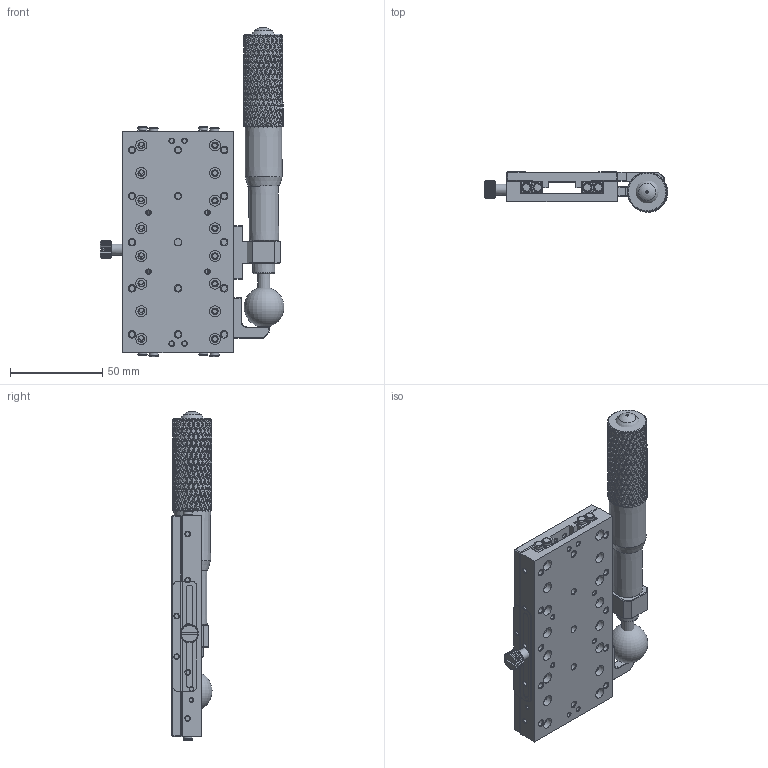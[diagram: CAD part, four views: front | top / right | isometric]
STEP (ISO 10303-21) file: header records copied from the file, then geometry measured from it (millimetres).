
FILE_DESCRIPTION (( 'STEP AP203' ), '1' );
FILE_NAME ('528856.STEP', '2024-10-17T01:22:19', ( 'Windows User' ), ( 'P R C' ), 'SwSTEP 2.0', 'SolidWorks 2020', '' );
FILE_SCHEMA (( 'CONFIG_CONTROL_DESIGN' ));
Length unit declared in the file: millimetre
Products named in the file (1): 528856
Bounding box: 99.69 x 21.7 x 178.48 mm (x, y, z)
Volume: 124346 mm3; surface area: 69636.2 mm2
Topology: 5 solids, 5 shells, 2195 faces, 5916 edges, 3799 vertices
Faces by surface type: bspline 808, cone 654, plane 514, cylinder 217, torus 2
Full cylindrical faces by diameter (mm): 2.013 x20, 2.459 x24, 2.5 x30, 2.8 x6, 3 x1, 3.2 x1, 3.242 x18, 3.5 x16, 4 x2, 4.4 x30, 4.5 x4, 5 x8, 6 x17, 8 x4, 12 x1
Entity records: 105164 total; most frequent: CARTESIAN_POINT 62696, ORIENTED_EDGE 10920, EDGE_CURVE 5460, DIRECTION 5222, VERTEX_POINT 3672, B_SPLINE_CURVE_WITH_KNOTS 3331, EDGE_LOOP 2738, FACE_OUTER_BOUND 2385
